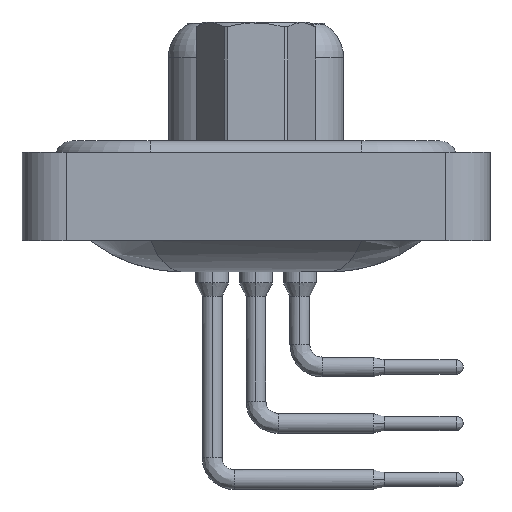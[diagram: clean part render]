
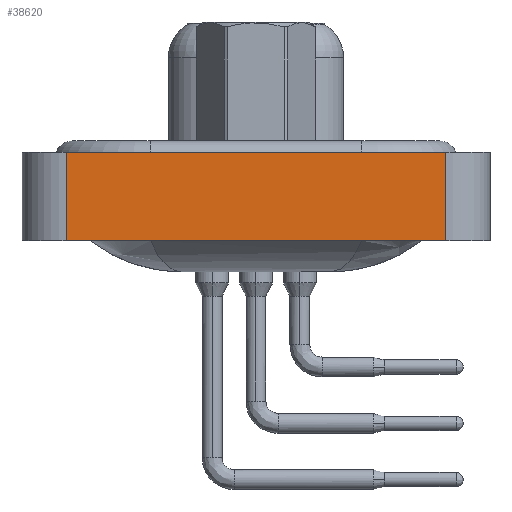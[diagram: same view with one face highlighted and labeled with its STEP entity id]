
A CAD part, left-side view. The second image highlights one B-rep face of the part: STEP entity #38620.
In plain terms, the highlighted planar face has unit normal (-1, 0, 0).
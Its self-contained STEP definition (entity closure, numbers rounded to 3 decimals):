
#277 = LINE ( 'NONE', #13833, #1249 ) ;
#1169 = CARTESIAN_POINT ( 'NONE',  ( -7.35, -8.55, -3.6 ) ) ;
#1249 = VECTOR ( 'NONE', #35169, 1000. ) ;
#3171 = CARTESIAN_POINT ( 'NONE',  ( -7.35, -8.55, 0.4 ) ) ;
#3710 = ORIENTED_EDGE ( 'NONE', *, *, #15315, .T. ) ;
#3883 = VERTEX_POINT ( 'NONE', #38691 ) ;
#4217 = ORIENTED_EDGE ( 'NONE', *, *, #34726, .F. ) ;
#7981 = ORIENTED_EDGE ( 'NONE', *, *, #25631, .T. ) ;
#8184 = LINE ( 'NONE', #1169, #23490 ) ;
#9898 = EDGE_LOOP ( 'NONE', ( #7981, #12595, #4217, #3710 ) ) ;
#10329 = LINE ( 'NONE', #37771, #25594 ) ;
#11011 = CARTESIAN_POINT ( 'NONE',  ( -7.35, -8.55, -3.6 ) ) ;
#12595 = ORIENTED_EDGE ( 'NONE', *, *, #23272, .F. ) ;
#13216 = VERTEX_POINT ( 'NONE', #15686 ) ;
#13833 = CARTESIAN_POINT ( 'NONE',  ( -7.35, 8.55, -3.6 ) ) ;
#13957 = PLANE ( 'NONE',  #16417 ) ;
#14090 = DIRECTION ( 'NONE',  ( 0., 0., 1. ) ) ;
#15315 = EDGE_CURVE ( 'NONE', #3883, #13216, #10329, .T. ) ;
#15686 = CARTESIAN_POINT ( 'NONE',  ( -7.35, -8.55, -3.6 ) ) ;
#16374 = DIRECTION ( 'NONE',  ( 0., 0., 1. ) ) ;
#16417 = AXIS2_PLACEMENT_3D ( 'NONE', #11011, #32351, #14090 ) ;
#19445 = DIRECTION ( 'NONE',  ( 0., -1., 0. ) ) ;
#21240 = LINE ( 'NONE', #3171, #34626 ) ;
#21282 = VERTEX_POINT ( 'NONE', #38101 ) ;
#22204 = VERTEX_POINT ( 'NONE', #34072 ) ;
#22402 = FACE_OUTER_BOUND ( 'NONE', #9898, .T. ) ;
#23272 = EDGE_CURVE ( 'NONE', #22204, #21282, #21240, .T. ) ;
#23490 = VECTOR ( 'NONE', #16374, 1000. ) ;
#25594 = VECTOR ( 'NONE', #19445, 1000. ) ;
#25631 = EDGE_CURVE ( 'NONE', #13216, #21282, #8184, .T. ) ;
#30643 = DIRECTION ( 'NONE',  ( 0., -1., 0. ) ) ;
#32351 = DIRECTION ( 'NONE',  ( -1., 0., 0. ) ) ;
#34072 = CARTESIAN_POINT ( 'NONE',  ( -7.35, 8.55, 0.4 ) ) ;
#34626 = VECTOR ( 'NONE', #30643, 1000. ) ;
#34726 = EDGE_CURVE ( 'NONE', #3883, #22204, #277, .T. ) ;
#35169 = DIRECTION ( 'NONE',  ( 0., 0., 1. ) ) ;
#37771 = CARTESIAN_POINT ( 'NONE',  ( -7.35, -8.55, -3.6 ) ) ;
#38101 = CARTESIAN_POINT ( 'NONE',  ( -7.35, -8.55, 0.4 ) ) ;
#38620 = ADVANCED_FACE ( 'NONE', ( #22402 ), #13957, .T. ) ;
#38691 = CARTESIAN_POINT ( 'NONE',  ( -7.35, 8.55, -3.6 ) ) ;
